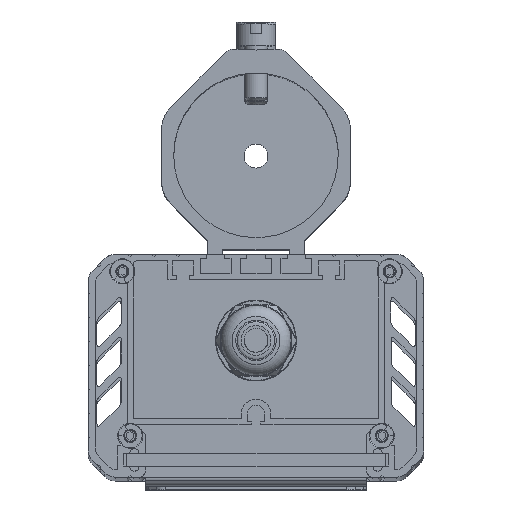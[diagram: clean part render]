
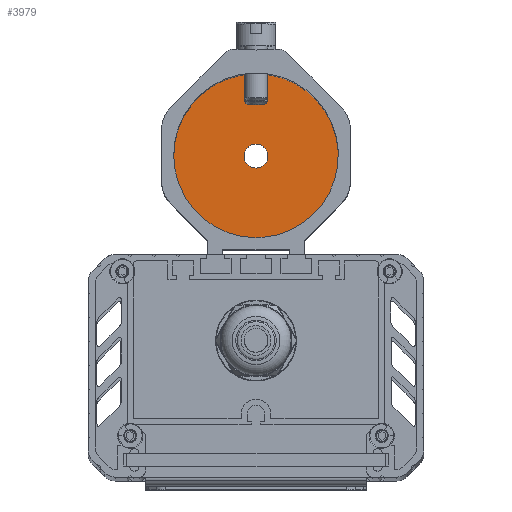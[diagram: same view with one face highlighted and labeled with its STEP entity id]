
A CAD part, top view. The second image highlights one B-rep face of the part: STEP entity #3979.
In plain terms, the highlighted face is planar.
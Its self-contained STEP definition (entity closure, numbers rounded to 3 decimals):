
#3979=ADVANCED_FACE('',(#16023,#16025),#16027,.F.);
#16023=FACE_BOUND('',#16024,.T.);
#16024=EDGE_LOOP('',(#40833,#40834));
#16025=FACE_BOUND('',#16026,.T.);
#16026=EDGE_LOOP('',(#40835));
#16027=PLANE('',#16028);
#16028=AXIS2_PLACEMENT_3D('',#16029,#16030,#16031);
#16029=CARTESIAN_POINT('',(969.999,46.658,105.002));
#16030=DIRECTION('',(0.,0.,1.));
#16031=DIRECTION('',(1.,0.,0.));
#40833=ORIENTED_EDGE('',*,*,#45016,.F.);
#40834=ORIENTED_EDGE('',*,*,#45017,.F.);
#40835=ORIENTED_EDGE('',*,*,#45018,.T.);
#45016=EDGE_CURVE('',#51970,#51971,#51972,.T.);
#45017=EDGE_CURVE('',#51971,#51970,#51973,.T.);
#45018=EDGE_CURVE('',#51974,#51974,#51975,.T.);
#51970=VERTEX_POINT('',#78718);
#51971=VERTEX_POINT('',#78719);
#51972=CIRCLE('',#78720,29.259);
#51973=CIRCLE('',#78724,29.259);
#51974=VERTEX_POINT('',#78728);
#51975=CIRCLE('',#78729,4.);
#78718=CARTESIAN_POINT('',(940.74,46.658,105.002));
#78719=CARTESIAN_POINT('',(999.258,46.658,105.002));
#78720=AXIS2_PLACEMENT_3D('',#78721,#78722,#78723);
#78721=CARTESIAN_POINT('',(969.999,46.658,105.002));
#78722=DIRECTION('',(0.,0.,1.));
#78723=DIRECTION('',(-1.,0.,0.));
#78724=AXIS2_PLACEMENT_3D('',#78725,#78726,#78727);
#78725=CARTESIAN_POINT('',(969.999,46.658,105.002));
#78726=DIRECTION('',(0.,0.,1.));
#78727=DIRECTION('',(1.,0.,0.));
#78728=CARTESIAN_POINT('',(969.999,42.659,105.002));
#78729=AXIS2_PLACEMENT_3D('',#78730,#78731,#78732);
#78730=CARTESIAN_POINT('',(969.999,46.659,105.002));
#78731=DIRECTION('',(0.,0.,1.));
#78732=DIRECTION('',(0.,-1.,0.));
